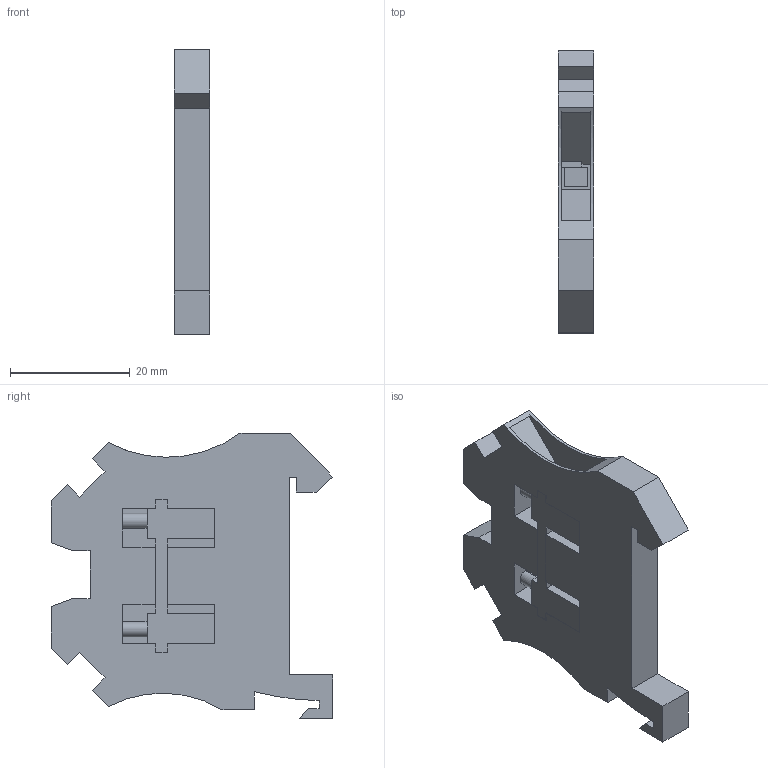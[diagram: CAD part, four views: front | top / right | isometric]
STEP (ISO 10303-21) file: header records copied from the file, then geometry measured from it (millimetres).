
FILE_DESCRIPTION((''),'2;1');
FILE_NAME('SB109946_3D-SOFTWARE_COLOUR','2013-07-09T',('SESA217760'),('Schneider-Electric'),'PRO/ENGINEER BY PARAMETRIC TECHNOLOGY CORPORATION, 2011410','PRO/ENGINEER BY PARAMETRIC TECHNOLOGY CORPORATION, 2011410','');
FILE_SCHEMA(('CONFIG_CONTROL_DESIGN'));
Length unit declared in the file: millimetre
Products named in the file (1): SB109946_3D-SOFTWARE_COLOUR
Bounding box: 6 x 47 x 47.6 mm (x, y, z)
Volume: 7667.9 mm3; surface area: 6115.5 mm2
Topology: 1 solids, 1 shells, 152 faces, 418 edges, 276 vertices
Faces by surface type: plane 140, cylinder 12
Entity records: 4790 total; most frequent: CARTESIAN_POINT 846, ORIENTED_EDGE 836, DIRECTION 748, EDGE_CURVE 418, VECTOR 392, LINE 392, VERTEX_POINT 276, AXIS2_PLACEMENT_3D 178
